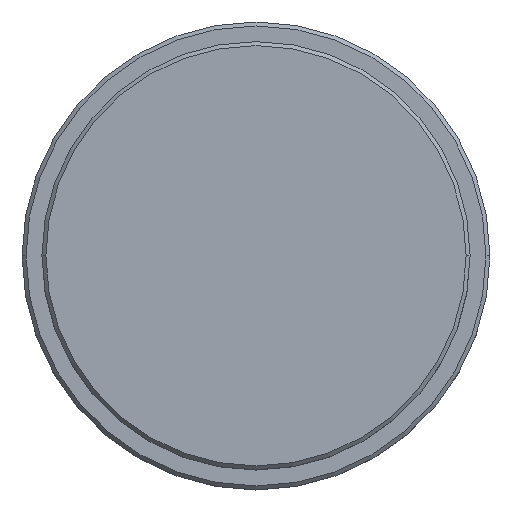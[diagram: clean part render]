
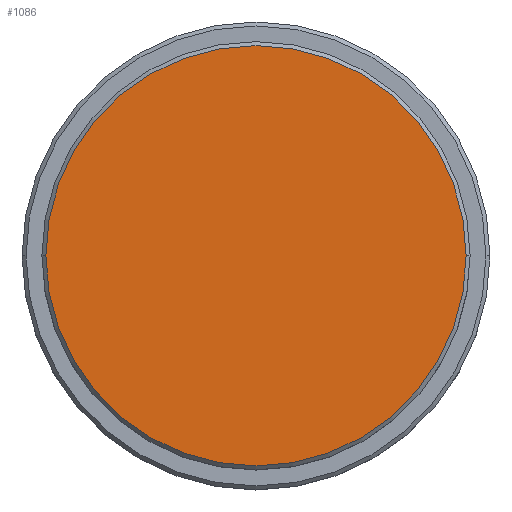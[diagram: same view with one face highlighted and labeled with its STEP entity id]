
A CAD part, top view. The second image highlights one B-rep face of the part: STEP entity #1086.
In plain terms, the highlighted planar face has unit normal (0, 0, 1).
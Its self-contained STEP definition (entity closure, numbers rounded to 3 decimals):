
#78 = VERTEX_POINT ( 'NONE', #115 ) ;
#94 = AXIS2_PLACEMENT_3D ( 'NONE', #357, #681, #458 ) ;
#115 = CARTESIAN_POINT ( 'NONE',  ( 26.5, 0., 0. ) ) ;
#192 = EDGE_CURVE ( 'NONE', #78, #773, #534, .T. ) ;
#348 = CIRCLE ( 'NONE', #94, 26.5 ) ;
#357 = CARTESIAN_POINT ( 'NONE',  ( 0., 0., 0. ) ) ;
#408 = EDGE_CURVE ( 'NONE', #773, #78, #348, .T. ) ;
#458 = DIRECTION ( 'NONE',  ( 1., 0., 0. ) ) ;
#534 = CIRCLE ( 'NONE', #1303, 26.5 ) ;
#584 = ORIENTED_EDGE ( 'NONE', *, *, #192, .T. ) ;
#681 = DIRECTION ( 'NONE',  ( 0., 0., 1. ) ) ;
#720 = DIRECTION ( 'NONE',  ( 0., 0., 1. ) ) ;
#773 = VERTEX_POINT ( 'NONE', #1052 ) ;
#830 = DIRECTION ( 'NONE',  ( 1., 0., 0. ) ) ;
#904 = AXIS2_PLACEMENT_3D ( 'NONE', #1247, #1141, #1359 ) ;
#929 = PLANE ( 'NONE',  #904 ) ;
#1052 = CARTESIAN_POINT ( 'NONE',  ( -26.5, 0., 0. ) ) ;
#1086 = ADVANCED_FACE ( 'NONE', ( #1350 ), #929, .T. ) ;
#1091 = ORIENTED_EDGE ( 'NONE', *, *, #408, .T. ) ;
#1141 = DIRECTION ( 'NONE',  ( 0., 0., 1. ) ) ;
#1247 = CARTESIAN_POINT ( 'NONE',  ( 0., 0., 0. ) ) ;
#1257 = CARTESIAN_POINT ( 'NONE',  ( 0., 0., 0. ) ) ;
#1296 = EDGE_LOOP ( 'NONE', ( #1091, #584 ) ) ;
#1303 = AXIS2_PLACEMENT_3D ( 'NONE', #1257, #720, #830 ) ;
#1350 = FACE_OUTER_BOUND ( 'NONE', #1296, .T. ) ;
#1359 = DIRECTION ( 'NONE',  ( 1., 0., 0. ) ) ;
